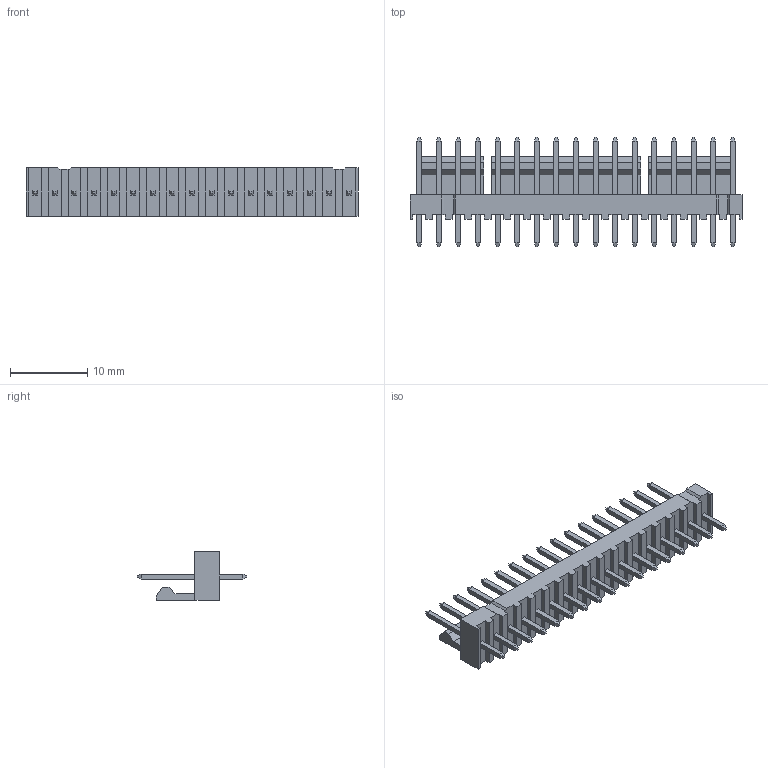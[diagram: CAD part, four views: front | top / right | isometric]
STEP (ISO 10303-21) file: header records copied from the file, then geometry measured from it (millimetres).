
FILE_DESCRIPTION(('STEP AP242'),'1');
FILE_NAME('0022232171.stp','2025-01-21T03:04:58',('TraceParts'),('TraceParts S.A.'),'Spatial InterOp 3D',' ',' ');
FILE_SCHEMA(('AP242_MANAGED_MODEL_BASED_3D_ENGINEERING_MIM_LF {1 0 10303 442 1 1 4}'));
Length unit declared in the file: millimetre
Products named in the file (1): 0022232171_1
Bounding box: 43.03 x 14.22 x 6.35 mm (x, y, z)
Volume: 1049.3 mm3; surface area: 1887.6 mm2
Topology: 1 solids, 1 shells, 409 faces, 1017 edges, 678 vertices
Faces by surface type: plane 409
Entity records: 11743 total; most frequent: CARTESIAN_POINT 2038, ORIENTED_EDGE 1966, DIRECTION 1873, EDGE_CURVE 983, LINE 983, VECTOR 983, VERTEX_POINT 610, AXIS2_PLACEMENT_3D 445
